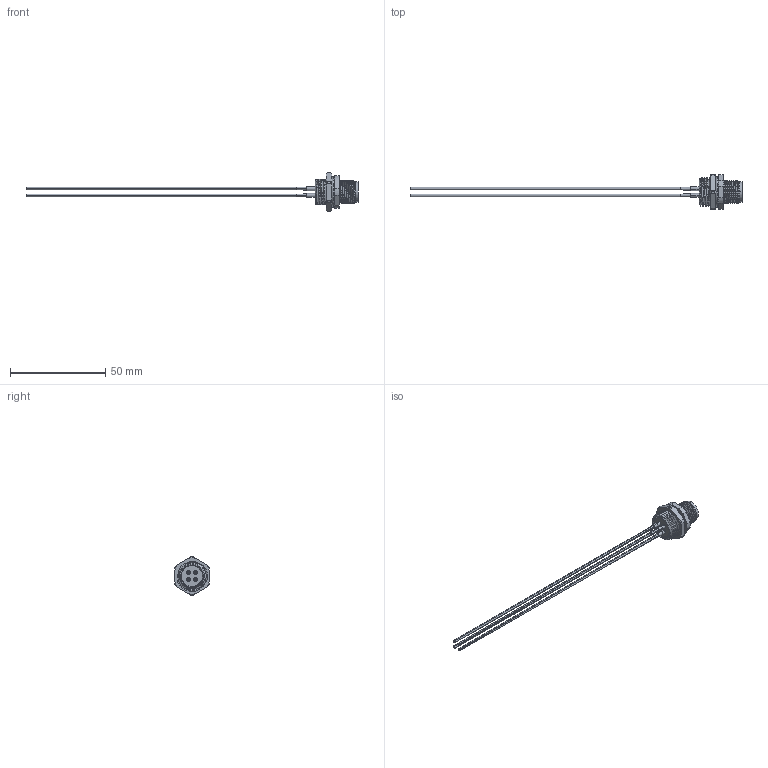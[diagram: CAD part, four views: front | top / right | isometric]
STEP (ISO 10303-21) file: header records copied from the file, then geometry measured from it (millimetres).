
FILE_DESCRIPTION (( 'STEP AP203' ), '1' );
FILE_NAME ('10-05632_revA.STEP', '2023-09-26T16:05:06', ( '' ), ( '' ), 'SwSTEP 2.0', 'SolidWorks 2021', '' );
FILE_SCHEMA (( 'CONFIG_CONTROL_DESIGN' ));
Length unit declared in the file: millimetre
Products named in the file (12): 30-01753_blunt cut; 30-01752_blunt cut; 54-00369-04___; 54-00369-05___; 54-00369-02; 10-05632_revA; 30-01755_blunt cut; 30-01754_blunt cut; 54-00369-03___; Heat shrink; 54-00369-01___; 54-00369
Assembly tree (17 placements, depth 3):
  10-05632_revA
    54-00369
      54-00369-01___
      54-00369-02
      54-00369-03___  x4
      54-00369-04___
      54-00369-05___
    30-01752_blunt cut
    30-01753_blunt cut
    30-01754_blunt cut
    30-01755_blunt cut
    Heat shrink  x4
Bounding box: 174 x 18 x 20 mm (x, y, z)
Volume: 3879.1 mm3; surface area: 18199.5 mm2
Topology: 84 solids, 84 shells, 787 faces, 1717 edges, 1116 vertices
Faces by surface type: cylinder 432, plane 238, cone 56, torus 28, bspline 25, sphere 8
Entity records: 23930 total; most frequent: CARTESIAN_POINT 7482, DIRECTION 3346, ORIENTED_EDGE 2890, EDGE_CURVE 1445, AXIS2_PLACEMENT_3D 1426, VERTEX_POINT 954, EDGE_LOOP 825, CIRCLE 757
